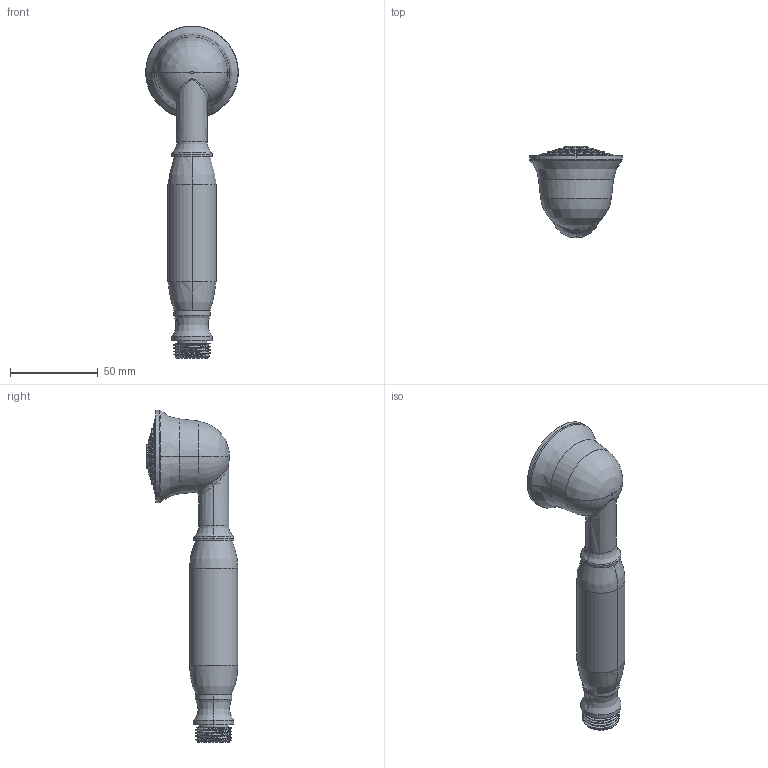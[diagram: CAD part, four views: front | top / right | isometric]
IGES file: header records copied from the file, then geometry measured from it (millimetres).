
Start section:  PTC IGES file: 50281.igs
Global section: file name: 50281.igs; native system: Creo Parametric by PTC Inc.; preprocessor: 2018400; author: jinson.thomas; organization: Unknown; date: 20201211.095324; units: inch
Bounding box: 52.83 x 52.12 x 189.03 mm (x, y, z)
Volume: 120331.4 mm3; surface area: 23946.1 mm2
Topology: 1 solids, 1 shells, 318 faces, 730 edges, 473 vertices
Faces by surface type: revolution 249, bspline 69
